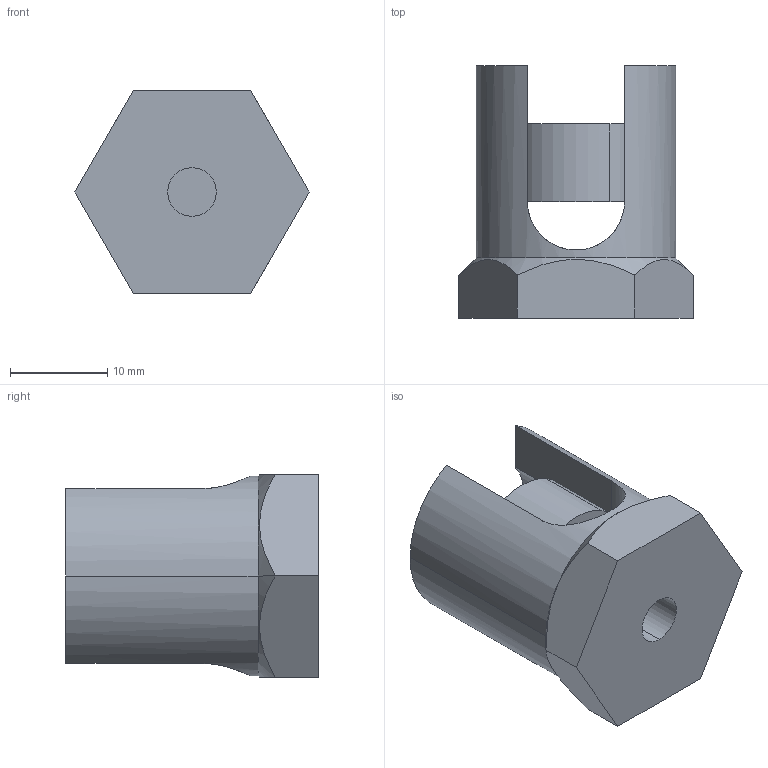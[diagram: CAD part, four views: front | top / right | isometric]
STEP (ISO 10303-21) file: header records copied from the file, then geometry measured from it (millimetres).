
FILE_DESCRIPTION (( 'STEP AP214' ), '1' );
FILE_NAME ('6404016.STEP', '2019-11-12T14:43:13', ( '' ), ( '' ), 'SwSTEP 2.0', 'SolidWorks 2018', '' );
FILE_SCHEMA (( 'AUTOMOTIVE_DESIGN' ));
Length unit declared in the file: millimetre
Products named in the file (3): 6404016; 0054731_Standard; 150692_DIN 913 - M12 x 20-C
Assembly tree (2 placements, depth 2):
  6404016
    0054731_Standard
    150692_DIN 913 - M12 x 20-C
Bounding box: 24.13 x 26 x 20.9 mm (x, y, z)
Volume: 5892 mm3; surface area: 3603.2 mm2
Topology: 2 solids, 2 shells, 35 faces, 86 edges, 56 vertices
Faces by surface type: plane 23, cylinder 10, cone 2
Entity records: 1364 total; most frequent: CARTESIAN_POINT 430, DIRECTION 172, ORIENTED_EDGE 172, EDGE_CURVE 86, AXIS2_PLACEMENT_3D 58, VECTOR 56, VERTEX_POINT 56, LINE 56
